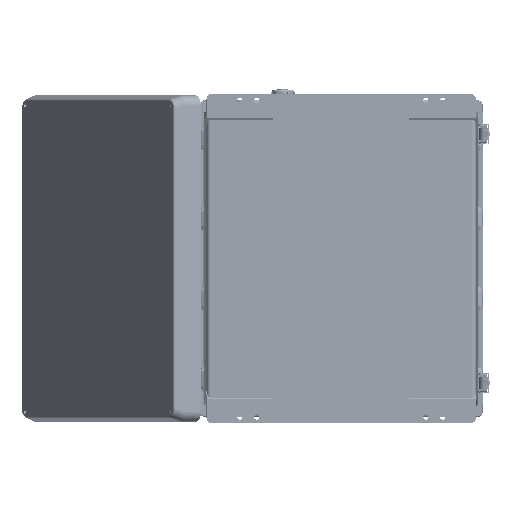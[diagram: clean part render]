
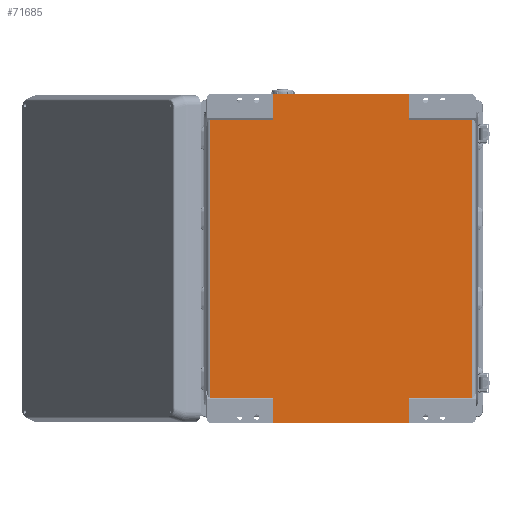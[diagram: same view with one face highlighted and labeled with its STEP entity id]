
A CAD part, front view. The second image highlights one B-rep face of the part: STEP entity #71685.
In plain terms, the highlighted planar face has unit normal (0, -1, 0).
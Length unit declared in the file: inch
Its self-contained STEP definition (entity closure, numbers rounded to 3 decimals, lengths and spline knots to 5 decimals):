
#2638 = EDGE_CURVE ( 'NONE', #15033, #6848, #9601, .T. ) ;
#3512 = CARTESIAN_POINT ( 'NONE',  ( -4.03163, 0.05906, -17.96858 ) ) ;
#4177 = DIRECTION ( 'NONE',  ( -1., 0., 0. ) ) ;
#4455 = LINE ( 'NONE', #4670, #18994 ) ;
#4670 = CARTESIAN_POINT ( 'NONE',  ( 8.11811, 0.05906, -1.51961 ) ) ;
#6848 = VERTEX_POINT ( 'NONE', #3512 ) ;
#9455 = VERTEX_POINT ( 'NONE', #102574 ) ;
#9556 = DIRECTION ( 'NONE',  ( 1., 0., 0. ) ) ;
#9601 = LINE ( 'NONE', #10521, #98871 ) ;
#10521 = CARTESIAN_POINT ( 'NONE',  ( -8.11811, 0.05906, -17.96858 ) ) ;
#10579 = VECTOR ( 'NONE', #149719, 39.37008 ) ;
#10670 = CARTESIAN_POINT ( 'NONE',  ( 4.03163, 0.05906, -17.96858 ) ) ;
#11587 = LINE ( 'NONE', #22648, #139185 ) ;
#12391 = EDGE_CURVE ( 'NONE', #38466, #146363, #4455, .T. ) ;
#12697 = VERTEX_POINT ( 'NONE', #10670 ) ;
#14819 = CARTESIAN_POINT ( 'NONE',  ( 4.03163, 0.05906, -19.48819 ) ) ;
#15033 = VERTEX_POINT ( 'NONE', #110835 ) ;
#15330 = ORIENTED_EDGE ( 'NONE', *, *, #16966, .T. ) ;
#16966 = EDGE_CURVE ( 'NONE', #44630, #38466, #104939, .T. ) ;
#18380 = ORIENTED_EDGE ( 'NONE', *, *, #124058, .T. ) ;
#18994 = VECTOR ( 'NONE', #4177, 39.37008 ) ;
#21175 = FACE_OUTER_BOUND ( 'NONE', #107002, .T. ) ;
#21228 = VERTEX_POINT ( 'NONE', #51795 ) ;
#22541 = LINE ( 'NONE', #78910, #108248 ) ;
#22648 = CARTESIAN_POINT ( 'NONE',  ( -7.73754, 0.05906, -1.51961 ) ) ;
#25666 = CARTESIAN_POINT ( 'NONE',  ( 7.73754, 0.05906, -17.96858 ) ) ;
#26223 = VERTEX_POINT ( 'NONE', #39765 ) ;
#27139 = ORIENTED_EDGE ( 'NONE', *, *, #87866, .T. ) ;
#28831 = CARTESIAN_POINT ( 'NONE',  ( 8.11811, 0.05906, -1.51961 ) ) ;
#28968 = VERTEX_POINT ( 'NONE', #14819 ) ;
#30321 = DIRECTION ( 'NONE',  ( 0., 1., 0. ) ) ;
#31823 = DIRECTION ( 'NONE',  ( 0., 0., -1. ) ) ;
#32874 = DIRECTION ( 'NONE',  ( 0., 0., 1. ) ) ;
#33076 = CARTESIAN_POINT ( 'NONE',  ( 8.11811, 0.05906, 0. ) ) ;
#36171 = VECTOR ( 'NONE', #117431, 39.37008 ) ;
#38260 = VECTOR ( 'NONE', #130426, 39.37008 ) ;
#38466 = VERTEX_POINT ( 'NONE', #128994 ) ;
#39765 = CARTESIAN_POINT ( 'NONE',  ( -4.03163, 0.05906, -1.51961 ) ) ;
#41951 = CARTESIAN_POINT ( 'NONE',  ( -4.03163, 0.05906, 0. ) ) ;
#42470 = EDGE_CURVE ( 'NONE', #6848, #9455, #48017, .T. ) ;
#43483 = LINE ( 'NONE', #47548, #36171 ) ;
#44630 = VERTEX_POINT ( 'NONE', #25666 ) ;
#47548 = CARTESIAN_POINT ( 'NONE',  ( 4.03163, 0.05906, -20.34606 ) ) ;
#48017 = LINE ( 'NONE', #149485, #77246 ) ;
#51795 = CARTESIAN_POINT ( 'NONE',  ( -7.73754, 0.05906, -1.51961 ) ) ;
#53887 = VECTOR ( 'NONE', #141954, 39.37008 ) ;
#56983 = LINE ( 'NONE', #86416, #119013 ) ;
#57093 = CARTESIAN_POINT ( 'NONE',  ( -8.11811, 0.05906, -1.51961 ) ) ;
#59182 = DIRECTION ( 'NONE',  ( -1., 0., 0. ) ) ;
#60944 = PLANE ( 'NONE',  #140553 ) ;
#62860 = ORIENTED_EDGE ( 'NONE', *, *, #42470, .T. ) ;
#67735 = DIRECTION ( 'NONE',  ( 1., 0., 0. ) ) ;
#69271 = ORIENTED_EDGE ( 'NONE', *, *, #12391, .T. ) ;
#69832 = VERTEX_POINT ( 'NONE', #41951 ) ;
#70345 = CARTESIAN_POINT ( 'NONE',  ( 8.11811, 0.05906, -17.96858 ) ) ;
#71685 = ADVANCED_FACE ( 'NONE', ( #21175 ), #60944, .F. ) ;
#75492 = EDGE_CURVE ( 'NONE', #44630, #12697, #78192, .T. ) ;
#77246 = VECTOR ( 'NONE', #31823, 39.37008 ) ;
#77570 = EDGE_CURVE ( 'NONE', #15033, #21228, #11587, .T. ) ;
#77686 = ORIENTED_EDGE ( 'NONE', *, *, #97183, .F. ) ;
#78192 = LINE ( 'NONE', #70345, #90992 ) ;
#78910 = CARTESIAN_POINT ( 'NONE',  ( 8.11811, 0.05906, -19.48819 ) ) ;
#82595 = VERTEX_POINT ( 'NONE', #83723 ) ;
#83723 = CARTESIAN_POINT ( 'NONE',  ( 4.03163, 0.05906, 0. ) ) ;
#86416 = CARTESIAN_POINT ( 'NONE',  ( 4.03163, 0.05906, 0.85787 ) ) ;
#87866 = EDGE_CURVE ( 'NONE', #82595, #69832, #112682, .T. ) ;
#90992 = VECTOR ( 'NONE', #59182, 39.37008 ) ;
#91397 = EDGE_CURVE ( 'NONE', #12697, #28968, #43483, .T. ) ;
#97183 = EDGE_CURVE ( 'NONE', #26223, #69832, #140294, .T. ) ;
#98871 = VECTOR ( 'NONE', #9556, 39.37008 ) ;
#101859 = EDGE_CURVE ( 'NONE', #21228, #26223, #149242, .T. ) ;
#102574 = CARTESIAN_POINT ( 'NONE',  ( -4.03163, 0.05906, -19.48819 ) ) ;
#103169 = ORIENTED_EDGE ( 'NONE', *, *, #75492, .F. ) ;
#104939 = LINE ( 'NONE', #120579, #53887 ) ;
#107002 = EDGE_LOOP ( 'NONE', ( #120733, #149646, #62860, #138331, #145057, #103169, #15330, #69271, #18380, #27139, #77686, #137727 ) ) ;
#108248 = VECTOR ( 'NONE', #135929, 39.37008 ) ;
#109883 = DIRECTION ( 'NONE',  ( 0., 0., 1. ) ) ;
#110835 = CARTESIAN_POINT ( 'NONE',  ( -7.73754, 0.05906, -17.96858 ) ) ;
#112682 = LINE ( 'NONE', #33076, #10579 ) ;
#117431 = DIRECTION ( 'NONE',  ( 0., 0., -1. ) ) ;
#118797 = CARTESIAN_POINT ( 'NONE',  ( -4.03163, 0.05906, 0.85787 ) ) ;
#119013 = VECTOR ( 'NONE', #109883, 39.37008 ) ;
#120579 = CARTESIAN_POINT ( 'NONE',  ( 7.73754, 0.05906, -1.51961 ) ) ;
#120733 = ORIENTED_EDGE ( 'NONE', *, *, #77570, .F. ) ;
#124058 = EDGE_CURVE ( 'NONE', #146363, #82595, #56983, .T. ) ;
#128994 = CARTESIAN_POINT ( 'NONE',  ( 7.73754, 0.05906, -1.51961 ) ) ;
#130426 = DIRECTION ( 'NONE',  ( 0., 0., 1. ) ) ;
#130881 = EDGE_CURVE ( 'NONE', #28968, #9455, #22541, .T. ) ;
#135231 = DIRECTION ( 'NONE',  ( 0., 0., 1. ) ) ;
#135929 = DIRECTION ( 'NONE',  ( -1., 0., 0. ) ) ;
#137727 = ORIENTED_EDGE ( 'NONE', *, *, #101859, .F. ) ;
#138272 = VECTOR ( 'NONE', #67735, 39.37008 ) ;
#138331 = ORIENTED_EDGE ( 'NONE', *, *, #130881, .F. ) ;
#139185 = VECTOR ( 'NONE', #32874, 39.37008 ) ;
#140294 = LINE ( 'NONE', #118797, #38260 ) ;
#140553 = AXIS2_PLACEMENT_3D ( 'NONE', #28831, #30321, #135231 ) ;
#141954 = DIRECTION ( 'NONE',  ( 0., 0., 1. ) ) ;
#145057 = ORIENTED_EDGE ( 'NONE', *, *, #91397, .F. ) ;
#146363 = VERTEX_POINT ( 'NONE', #146880 ) ;
#146880 = CARTESIAN_POINT ( 'NONE',  ( 4.03163, 0.05906, -1.51961 ) ) ;
#149242 = LINE ( 'NONE', #57093, #138272 ) ;
#149485 = CARTESIAN_POINT ( 'NONE',  ( -4.03163, 0.05906, -20.34606 ) ) ;
#149646 = ORIENTED_EDGE ( 'NONE', *, *, #2638, .T. ) ;
#149719 = DIRECTION ( 'NONE',  ( -1., 0., 0. ) ) ;
